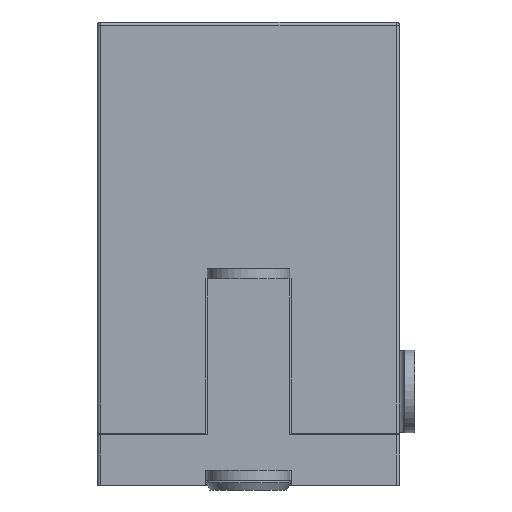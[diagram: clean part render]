
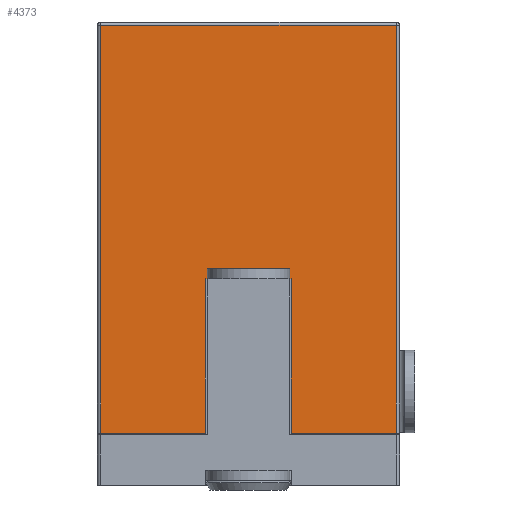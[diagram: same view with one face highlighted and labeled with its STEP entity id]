
A CAD part, front view. The second image highlights one B-rep face of the part: STEP entity #4373.
In plain terms, the highlighted planar face has unit normal (0, -1, 0).
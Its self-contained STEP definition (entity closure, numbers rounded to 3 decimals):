
#14 = CARTESIAN_POINT ( 'NONE',  ( 1.23, -6.5, -1.53 ) ) ;
#44 = EDGE_CURVE ( 'NONE', #533, #2147, #1731, .T. ) ;
#82 = EDGE_CURVE ( 'NONE', #3905, #4901, #4452, .T. ) ;
#115 = EDGE_CURVE ( 'NONE', #4601, #3905, #629, .T. ) ;
#175 = DIRECTION ( 'NONE',  ( 0., 0., -1. ) ) ;
#198 = DIRECTION ( 'NONE',  ( 0., 0., 1. ) ) ;
#324 = ORIENTED_EDGE ( 'NONE', *, *, #3170, .T. ) ;
#337 = CARTESIAN_POINT ( 'NONE',  ( -4.5, -6.5, -6.12 ) ) ;
#439 = CARTESIAN_POINT ( 'NONE',  ( 1.28, -6.5, -1.23 ) ) ;
#477 = ORIENTED_EDGE ( 'NONE', *, *, #3859, .T. ) ;
#478 = VECTOR ( 'NONE', #5119, 1000. ) ;
#533 = VERTEX_POINT ( 'NONE', #631 ) ;
#601 = EDGE_LOOP ( 'NONE', ( #2002, #3456, #960, #5110, #1789, #1974, #324, #477, #5430, #4949, #798, #1093 ) ) ;
#629 = LINE ( 'NONE', #2909, #4855 ) ;
#631 = CARTESIAN_POINT ( 'NONE',  ( -1.28, -6.5, -1.53 ) ) ;
#698 = EDGE_CURVE ( 'NONE', #4623, #2357, #864, .T. ) ;
#706 = LINE ( 'NONE', #5222, #5284 ) ;
#713 = AXIS2_PLACEMENT_3D ( 'NONE', #5486, #1256, #4213 ) ;
#735 = VECTOR ( 'NONE', #3680, 1000. ) ;
#798 = ORIENTED_EDGE ( 'NONE', *, *, #3832, .T. ) ;
#864 = LINE ( 'NONE', #4122, #735 ) ;
#960 = ORIENTED_EDGE ( 'NONE', *, *, #2492, .T. ) ;
#972 = VECTOR ( 'NONE', #4095, 1000. ) ;
#1093 = ORIENTED_EDGE ( 'NONE', *, *, #2309, .T. ) ;
#1213 = DIRECTION ( 'NONE',  ( 1., 0., 0. ) ) ;
#1214 = DIRECTION ( 'NONE',  ( 0., 0., -1. ) ) ;
#1256 = DIRECTION ( 'NONE',  ( 0., 1., 0. ) ) ;
#1398 = VECTOR ( 'NONE', #5160, 1000. ) ;
#1487 = VECTOR ( 'NONE', #5206, 1000. ) ;
#1499 = DIRECTION ( 'NONE',  ( 0., 0., -1. ) ) ;
#1555 = CARTESIAN_POINT ( 'NONE',  ( 1.23, -6.5, -1.23 ) ) ;
#1711 = CARTESIAN_POINT ( 'NONE',  ( 4.4, -6.5, 6.02 ) ) ;
#1731 = LINE ( 'NONE', #2896, #1487 ) ;
#1736 = LINE ( 'NONE', #439, #478 ) ;
#1787 = EDGE_CURVE ( 'NONE', #533, #3458, #1835, .T. ) ;
#1789 = ORIENTED_EDGE ( 'NONE', *, *, #44, .T. ) ;
#1835 = LINE ( 'NONE', #3610, #5192 ) ;
#1974 = ORIENTED_EDGE ( 'NONE', *, *, #4249, .T. ) ;
#1984 = CARTESIAN_POINT ( 'NONE',  ( -1.23, -6.5, -1.53 ) ) ;
#2002 = ORIENTED_EDGE ( 'NONE', *, *, #115, .T. ) ;
#2026 = DIRECTION ( 'NONE',  ( -1., 0., 0. ) ) ;
#2097 = VERTEX_POINT ( 'NONE', #4639 ) ;
#2109 = LINE ( 'NONE', #337, #972 ) ;
#2115 = CARTESIAN_POINT ( 'NONE',  ( -1.23, -6.5, -1.53 ) ) ;
#2147 = VERTEX_POINT ( 'NONE', #2115 ) ;
#2158 = CARTESIAN_POINT ( 'NONE',  ( 4.4, -6.5, -6.12 ) ) ;
#2199 = FACE_OUTER_BOUND ( 'NONE', #601, .T. ) ;
#2216 = VECTOR ( 'NONE', #1214, 1000. ) ;
#2309 = EDGE_CURVE ( 'NONE', #4548, #4601, #3425, .T. ) ;
#2357 = VERTEX_POINT ( 'NONE', #4388 ) ;
#2492 = EDGE_CURVE ( 'NONE', #4901, #3458, #2109, .T. ) ;
#2516 = PLANE ( 'NONE',  #713 ) ;
#2896 = CARTESIAN_POINT ( 'NONE',  ( -12.931, -6.5, -1.53 ) ) ;
#2909 = CARTESIAN_POINT ( 'NONE',  ( -4.5, -6.5, 6.02 ) ) ;
#2993 = VERTEX_POINT ( 'NONE', #1555 ) ;
#3170 = EDGE_CURVE ( 'NONE', #3177, #2993, #4469, .T. ) ;
#3177 = VERTEX_POINT ( 'NONE', #3770 ) ;
#3225 = VECTOR ( 'NONE', #198, 1000. ) ;
#3425 = LINE ( 'NONE', #5269, #3225 ) ;
#3456 = ORIENTED_EDGE ( 'NONE', *, *, #82, .T. ) ;
#3458 = VERTEX_POINT ( 'NONE', #4813 ) ;
#3610 = CARTESIAN_POINT ( 'NONE',  ( -1.28, -6.5, -1.23 ) ) ;
#3663 = LINE ( 'NONE', #1984, #4179 ) ;
#3680 = DIRECTION ( 'NONE',  ( 1., 0., 0. ) ) ;
#3737 = CARTESIAN_POINT ( 'NONE',  ( -4.4, -6.5, 6.12 ) ) ;
#3770 = CARTESIAN_POINT ( 'NONE',  ( -1.23, -6.5, -1.23 ) ) ;
#3832 = EDGE_CURVE ( 'NONE', #2097, #4548, #4217, .T. ) ;
#3859 = EDGE_CURVE ( 'NONE', #2993, #4623, #706, .T. ) ;
#3905 = VERTEX_POINT ( 'NONE', #4322 ) ;
#4095 = DIRECTION ( 'NONE',  ( 1., 0., 0. ) ) ;
#4122 = CARTESIAN_POINT ( 'NONE',  ( -12.931, -6.5, -1.53 ) ) ;
#4179 = VECTOR ( 'NONE', #5336, 1000. ) ;
#4213 = DIRECTION ( 'NONE',  ( 0., 0., 1. ) ) ;
#4217 = LINE ( 'NONE', #5122, #1398 ) ;
#4249 = EDGE_CURVE ( 'NONE', #2147, #3177, #3663, .T. ) ;
#4322 = CARTESIAN_POINT ( 'NONE',  ( -4.4, -6.5, 6.02 ) ) ;
#4373 = ADVANCED_FACE ( 'NONE', ( #2199 ), #2516, .F. ) ;
#4388 = CARTESIAN_POINT ( 'NONE',  ( 1.28, -6.5, -1.53 ) ) ;
#4452 = LINE ( 'NONE', #3737, #2216 ) ;
#4469 = LINE ( 'NONE', #5023, #5207 ) ;
#4489 = EDGE_CURVE ( 'NONE', #2097, #2357, #1736, .T. ) ;
#4548 = VERTEX_POINT ( 'NONE', #2158 ) ;
#4601 = VERTEX_POINT ( 'NONE', #1711 ) ;
#4623 = VERTEX_POINT ( 'NONE', #14 ) ;
#4639 = CARTESIAN_POINT ( 'NONE',  ( 1.28, -6.5, -6.12 ) ) ;
#4813 = CARTESIAN_POINT ( 'NONE',  ( -1.28, -6.5, -6.12 ) ) ;
#4855 = VECTOR ( 'NONE', #2026, 1000. ) ;
#4901 = VERTEX_POINT ( 'NONE', #5032 ) ;
#4949 = ORIENTED_EDGE ( 'NONE', *, *, #4489, .F. ) ;
#5023 = CARTESIAN_POINT ( 'NONE',  ( -4.5, -6.5, -1.23 ) ) ;
#5032 = CARTESIAN_POINT ( 'NONE',  ( -4.4, -6.5, -6.12 ) ) ;
#5110 = ORIENTED_EDGE ( 'NONE', *, *, #1787, .F. ) ;
#5119 = DIRECTION ( 'NONE',  ( 0., 0., 1. ) ) ;
#5122 = CARTESIAN_POINT ( 'NONE',  ( -4.5, -6.5, -6.12 ) ) ;
#5160 = DIRECTION ( 'NONE',  ( 1., 0., 0. ) ) ;
#5192 = VECTOR ( 'NONE', #1499, 1000. ) ;
#5206 = DIRECTION ( 'NONE',  ( 1., 0., 0. ) ) ;
#5207 = VECTOR ( 'NONE', #1213, 1000. ) ;
#5222 = CARTESIAN_POINT ( 'NONE',  ( 1.23, -6.5, -1.53 ) ) ;
#5269 = CARTESIAN_POINT ( 'NONE',  ( 4.4, -6.5, 6.12 ) ) ;
#5284 = VECTOR ( 'NONE', #175, 1000. ) ;
#5336 = DIRECTION ( 'NONE',  ( 0., 0., 1. ) ) ;
#5430 = ORIENTED_EDGE ( 'NONE', *, *, #698, .T. ) ;
#5486 = CARTESIAN_POINT ( 'NONE',  ( -4.5, -6.5, 6.12 ) ) ;
